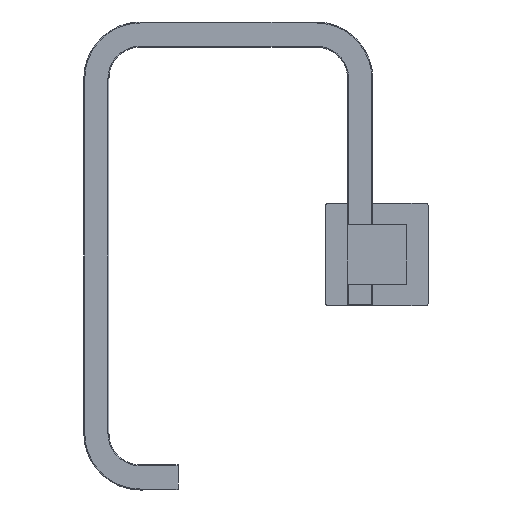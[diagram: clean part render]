
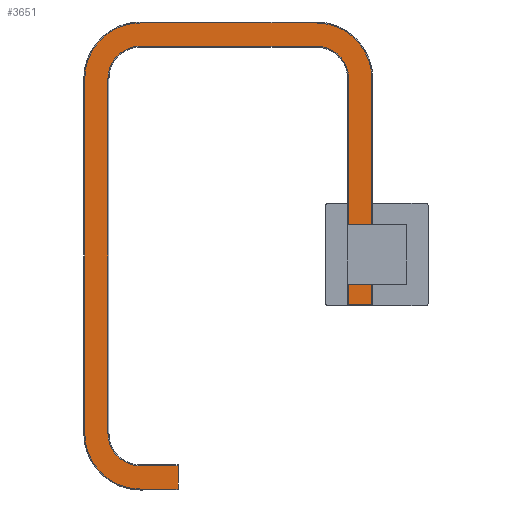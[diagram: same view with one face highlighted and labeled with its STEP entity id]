
A CAD part, front view. The second image highlights one B-rep face of the part: STEP entity #3651.
In plain terms, the highlighted face is planar.
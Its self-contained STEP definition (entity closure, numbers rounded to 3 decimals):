
#850 = CIRCLE ( 'NONE', #1242, 10.3 ) ;
#861 = CIRCLE ( 'NONE', #1106, 17.7 ) ;
#868 = CIRCLE ( 'NONE', #1094, 10.3 ) ;
#884 = CIRCLE ( 'NONE', #2632, 10.3 ) ;
#893 = CIRCLE ( 'NONE', #2652, 17.7 ) ;
#899 = CIRCLE ( 'NONE', #2712, 17.7 ) ;
#1061 = VECTOR ( 'NONE', #6410, 1000. ) ;
#1086 = VECTOR ( 'NONE', #6371, 1000. ) ;
#1094 = AXIS2_PLACEMENT_3D ( 'NONE', #6350, #6351, #6352 ) ;
#1106 = AXIS2_PLACEMENT_3D ( 'NONE', #6332, #6333, #6334 ) ;
#1234 = VECTOR ( 'NONE', #1773, 1000. ) ;
#1238 = VECTOR ( 'NONE', #1764, 1000. ) ;
#1239 = VECTOR ( 'NONE', #1761, 1000. ) ;
#1240 = VECTOR ( 'NONE', #1758, 1000. ) ;
#1242 = AXIS2_PLACEMENT_3D ( 'NONE', #1776, #1777, #1778 ) ;
#1350 = FACE_OUTER_BOUND ( 'NONE', #4805, .T. ) ;
#1358 = AXIS2_PLACEMENT_3D ( 'NONE', #2449, #2450, #2451 ) ;
#1756 = LINE ( 'NONE', #1757, #1240 ) ;
#1757 = CARTESIAN_POINT ( 'NONE',  ( 58.7, -62., 0. ) ) ;
#1758 = DIRECTION ( 'NONE',  ( -1., 0., 0. ) ) ;
#1759 = LINE ( 'NONE', #1760, #1239 ) ;
#1760 = CARTESIAN_POINT ( 'NONE',  ( 0., -0.3, 0. ) ) ;
#1761 = DIRECTION ( 'NONE',  ( 0., -1., 0. ) ) ;
#1762 = LINE ( 'NONE', #1763, #1238 ) ;
#1763 = CARTESIAN_POINT ( 'NONE',  ( -72., -0.3, 0. ) ) ;
#1764 = DIRECTION ( 'NONE',  ( 1., 0., 0. ) ) ;
#1771 = LINE ( 'NONE', #1772, #1234 ) ;
#1772 = CARTESIAN_POINT ( 'NONE',  ( -72., -7.7, 0. ) ) ;
#1773 = DIRECTION ( 'NONE',  ( 1., 0., 0. ) ) ;
#1776 = CARTESIAN_POINT ( 'NONE',  ( -72., -18., 0. ) ) ;
#1777 = DIRECTION ( 'NONE',  ( 0., 0., 1. ) ) ;
#1778 = DIRECTION ( 'NONE',  ( 1., 0., 0. ) ) ;
#1893 = CARTESIAN_POINT ( 'NONE',  ( -72., -7.7, 0. ) ) ;
#1894 = CARTESIAN_POINT ( 'NONE',  ( 0., -7.7, 0. ) ) ;
#1895 = CARTESIAN_POINT ( 'NONE',  ( 0., -0.3, 0. ) ) ;
#1922 = CARTESIAN_POINT ( 'NONE',  ( -72., -0.3, 0. ) ) ;
#1970 = CARTESIAN_POINT ( 'NONE',  ( -82.3, -18., 0. ) ) ;
#1995 = CARTESIAN_POINT ( 'NONE',  ( -82.3, -74., 0. ) ) ;
#1997 = CARTESIAN_POINT ( 'NONE',  ( -89.7, -18., 0. ) ) ;
#2000 = CARTESIAN_POINT ( 'NONE',  ( -72., -84.3, 0. ) ) ;
#2005 = CARTESIAN_POINT ( 'NONE',  ( -89.7, -74., 0. ) ) ;
#2448 = PLANE ( 'NONE',  #1358 ) ;
#2449 = CARTESIAN_POINT ( 'NONE',  ( -72., -0.3, 0. ) ) ;
#2450 = DIRECTION ( 'NONE',  ( 0., 0., 1. ) ) ;
#2451 = DIRECTION ( 'NONE',  ( 0., -1., 0. ) ) ;
#2632 = AXIS2_PLACEMENT_3D ( 'NONE', #6464, #6465, #6466 ) ;
#2640 = VECTOR ( 'NONE', #6449, 1000. ) ;
#2652 = AXIS2_PLACEMENT_3D ( 'NONE', #6497, #6498, #6499 ) ;
#2698 = VECTOR ( 'NONE', #6509, 1000. ) ;
#2712 = AXIS2_PLACEMENT_3D ( 'NONE', #6539, #6540, #6541 ) ;
#2718 = VECTOR ( 'NONE', #6518, 1000. ) ;
#2837 = VECTOR ( 'NONE', #6443, 1000. ) ;
#3541 = CARTESIAN_POINT ( 'NONE',  ( 51.3, -62., 0. ) ) ;
#3547 = CARTESIAN_POINT ( 'NONE',  ( -72., -91.7, 0. ) ) ;
#3651 = ADVANCED_FACE ( 'NONE', ( #1350 ), #2448, .T. ) ;
#3797 = EDGE_CURVE ( 'NONE', #7225, #7149, #1756, .T. ) ;
#3798 = EDGE_CURVE ( 'NONE', #5034, #5033, #1759, .T. ) ;
#3799 = EDGE_CURVE ( 'NONE', #5061, #5034, #1762, .T. ) ;
#3802 = EDGE_CURVE ( 'NONE', #5032, #5033, #1771, .T. ) ;
#3804 = EDGE_CURVE ( 'NONE', #5032, #5109, #850, .T. ) ;
#4094 = CARTESIAN_POINT ( 'NONE',  ( 41., -84.3, 0. ) ) ;
#4107 = CARTESIAN_POINT ( 'NONE',  ( 41., -91.7, 0. ) ) ;
#4137 = CARTESIAN_POINT ( 'NONE',  ( 51.3, -74., 0. ) ) ;
#4159 = CARTESIAN_POINT ( 'NONE',  ( 58.7, -74., 0. ) ) ;
#4162 = CARTESIAN_POINT ( 'NONE',  ( 58.7, -62., 0. ) ) ;
#4805 = EDGE_LOOP ( 'NONE', ( #5670, #5668, #5669, #5666, #5667, #5665, #5664, #5663, #5662, #5660, #5659, #5661, #5658, #5657, #5656, #5655 ) ) ;
#5032 = VERTEX_POINT ( 'NONE', #1893 ) ;
#5033 = VERTEX_POINT ( 'NONE', #1894 ) ;
#5034 = VERTEX_POINT ( 'NONE', #1895 ) ;
#5061 = VERTEX_POINT ( 'NONE', #1922 ) ;
#5109 = VERTEX_POINT ( 'NONE', #1970 ) ;
#5134 = VERTEX_POINT ( 'NONE', #1995 ) ;
#5136 = VERTEX_POINT ( 'NONE', #1997 ) ;
#5139 = VERTEX_POINT ( 'NONE', #2000 ) ;
#5144 = VERTEX_POINT ( 'NONE', #2005 ) ;
#5655 = ORIENTED_EDGE ( 'NONE', *, *, #3802, .T. ) ;
#5656 = ORIENTED_EDGE ( 'NONE', *, *, #3804, .F. ) ;
#5657 = ORIENTED_EDGE ( 'NONE', *, *, #6085, .F. ) ;
#5658 = ORIENTED_EDGE ( 'NONE', *, *, #6053, .F. ) ;
#5659 = ORIENTED_EDGE ( 'NONE', *, *, #6091, .F. ) ;
#5660 = ORIENTED_EDGE ( 'NONE', *, *, #6072, .F. ) ;
#5661 = ORIENTED_EDGE ( 'NONE', *, *, #6108, .F. ) ;
#5662 = ORIENTED_EDGE ( 'NONE', *, *, #3797, .T. ) ;
#5663 = ORIENTED_EDGE ( 'NONE', *, *, #6083, .T. ) ;
#5664 = ORIENTED_EDGE ( 'NONE', *, *, #6102, .T. ) ;
#5665 = ORIENTED_EDGE ( 'NONE', *, *, #6105, .T. ) ;
#5666 = ORIENTED_EDGE ( 'NONE', *, *, #6059, .T. ) ;
#5667 = ORIENTED_EDGE ( 'NONE', *, *, #6116, .T. ) ;
#5668 = ORIENTED_EDGE ( 'NONE', *, *, #3799, .F. ) ;
#5669 = ORIENTED_EDGE ( 'NONE', *, *, #6047, .T. ) ;
#5670 = ORIENTED_EDGE ( 'NONE', *, *, #3798, .F. ) ;
#6047 = EDGE_CURVE ( 'NONE', #5061, #5136, #861, .T. ) ;
#6053 = EDGE_CURVE ( 'NONE', #5134, #5139, #868, .T. ) ;
#6059 = EDGE_CURVE ( 'NONE', #5136, #5144, #6369, .T. ) ;
#6072 = EDGE_CURVE ( 'NONE', #7207, #7149, #6408, .T. ) ;
#6083 = EDGE_CURVE ( 'NONE', #7222, #7225, #6441, .T. ) ;
#6085 = EDGE_CURVE ( 'NONE', #5109, #5134, #6447, .T. ) ;
#6091 = EDGE_CURVE ( 'NONE', #7170, #7207, #884, .T. ) ;
#6102 = EDGE_CURVE ( 'NONE', #7183, #7222, #893, .T. ) ;
#6105 = EDGE_CURVE ( 'NONE', #7155, #7183, #6507, .T. ) ;
#6108 = EDGE_CURVE ( 'NONE', #5139, #7170, #6516, .T. ) ;
#6116 = EDGE_CURVE ( 'NONE', #5144, #7155, #899, .T. ) ;
#6332 = CARTESIAN_POINT ( 'NONE',  ( -72., -18., 0. ) ) ;
#6333 = DIRECTION ( 'NONE',  ( 0., 0., 1. ) ) ;
#6334 = DIRECTION ( 'NONE',  ( 1., 0., 0. ) ) ;
#6350 = CARTESIAN_POINT ( 'NONE',  ( -72., -74., 0. ) ) ;
#6351 = DIRECTION ( 'NONE',  ( 0., 0., 1. ) ) ;
#6352 = DIRECTION ( 'NONE',  ( 1., 0., 0. ) ) ;
#6369 = LINE ( 'NONE', #6370, #1086 ) ;
#6370 = CARTESIAN_POINT ( 'NONE',  ( -89.7, -18., 0. ) ) ;
#6371 = DIRECTION ( 'NONE',  ( 0., -1., 0. ) ) ;
#6408 = LINE ( 'NONE', #6409, #1061 ) ;
#6409 = CARTESIAN_POINT ( 'NONE',  ( 51.3, -74., 0. ) ) ;
#6410 = DIRECTION ( 'NONE',  ( 0., 1., 0. ) ) ;
#6441 = LINE ( 'NONE', #6442, #2837 ) ;
#6442 = CARTESIAN_POINT ( 'NONE',  ( 58.7, -74., 0. ) ) ;
#6443 = DIRECTION ( 'NONE',  ( 0., 1., 0. ) ) ;
#6447 = LINE ( 'NONE', #6448, #2640 ) ;
#6448 = CARTESIAN_POINT ( 'NONE',  ( -82.3, -18., 0. ) ) ;
#6449 = DIRECTION ( 'NONE',  ( 0., -1., 0. ) ) ;
#6464 = CARTESIAN_POINT ( 'NONE',  ( 41., -74., 0. ) ) ;
#6465 = DIRECTION ( 'NONE',  ( 0., 0., 1. ) ) ;
#6466 = DIRECTION ( 'NONE',  ( 1., 0., 0. ) ) ;
#6497 = CARTESIAN_POINT ( 'NONE',  ( 41., -74., 0. ) ) ;
#6498 = DIRECTION ( 'NONE',  ( 0., 0., 1. ) ) ;
#6499 = DIRECTION ( 'NONE',  ( 1., 0., 0. ) ) ;
#6507 = LINE ( 'NONE', #6508, #2698 ) ;
#6508 = CARTESIAN_POINT ( 'NONE',  ( -72., -91.7, 0. ) ) ;
#6509 = DIRECTION ( 'NONE',  ( 1., 0., 0. ) ) ;
#6516 = LINE ( 'NONE', #6517, #2718 ) ;
#6517 = CARTESIAN_POINT ( 'NONE',  ( -72., -84.3, 0. ) ) ;
#6518 = DIRECTION ( 'NONE',  ( 1., 0., 0. ) ) ;
#6539 = CARTESIAN_POINT ( 'NONE',  ( -72., -74., 0. ) ) ;
#6540 = DIRECTION ( 'NONE',  ( 0., 0., 1. ) ) ;
#6541 = DIRECTION ( 'NONE',  ( 1., 0., 0. ) ) ;
#7149 = VERTEX_POINT ( 'NONE', #3541 ) ;
#7155 = VERTEX_POINT ( 'NONE', #3547 ) ;
#7170 = VERTEX_POINT ( 'NONE', #4094 ) ;
#7183 = VERTEX_POINT ( 'NONE', #4107 ) ;
#7207 = VERTEX_POINT ( 'NONE', #4137 ) ;
#7222 = VERTEX_POINT ( 'NONE', #4159 ) ;
#7225 = VERTEX_POINT ( 'NONE', #4162 ) ;
